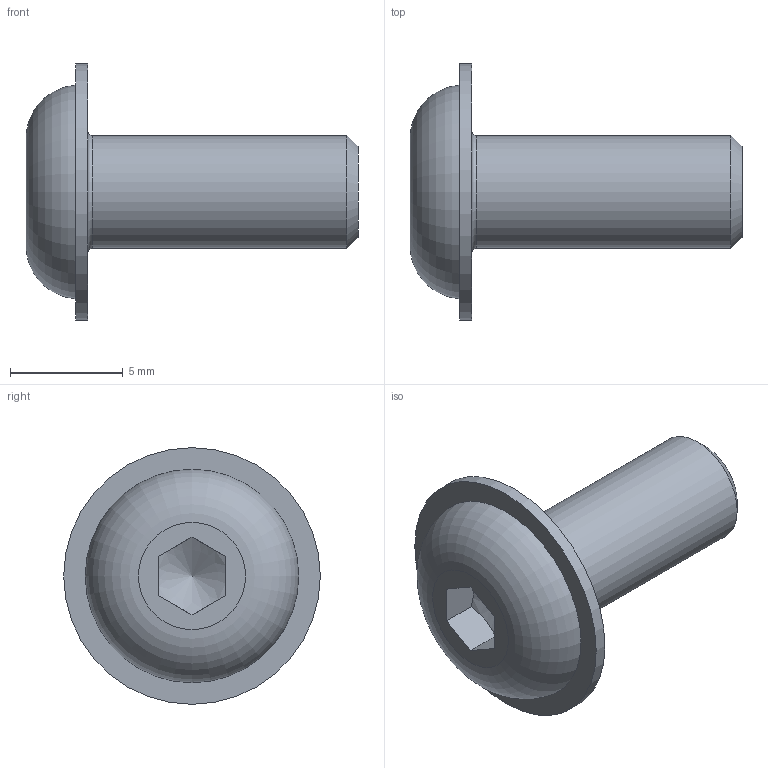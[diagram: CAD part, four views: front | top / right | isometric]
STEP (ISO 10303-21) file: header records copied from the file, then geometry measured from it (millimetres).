
FILE_DESCRIPTION(/* description */ ('šroub s int. podložkou, ISO 7380'),/* implementation_level */ '2;1');
FILE_NAME(/* name */ '200512-2.stp',/* time_stamp */ '2013-12-06T07:48:18+01:00',/* author */ ('PC'),/* organization */ (''),/* preprocessor_version */ 'ST-DEVELOPER v15.2',/* originating_system */ 'Autodesk Inventor 2014',/* authorisation */ '');
FILE_SCHEMA (('AUTOMOTIVE_DESIGN { 1 0 10303 214 3 1 1 }'));
Length unit declared in the file: millimetre
Products named in the file (1): 200512-2
Bounding box: 14.75 x 11.4 x 11.4 mm (x, y, z)
Volume: 398.9 mm3; surface area: 457.5 mm2
Topology: 1 solids, 1 shells, 16 faces, 34 edges, 22 vertices
Faces by surface type: plane 10, cylinder 2, torus 2, cone 2
Full cylindrical faces by diameter (mm): 5 x1, 11.4 x1
Entity records: 397 total; most frequent: CARTESIAN_POINT 75, DIRECTION 62, ORIENTED_EDGE 52, EDGE_CURVE 26, AXIS2_PLACEMENT_3D 25, EDGE_LOOP 24, VERTEX_POINT 20, ADVANCED_FACE 16
